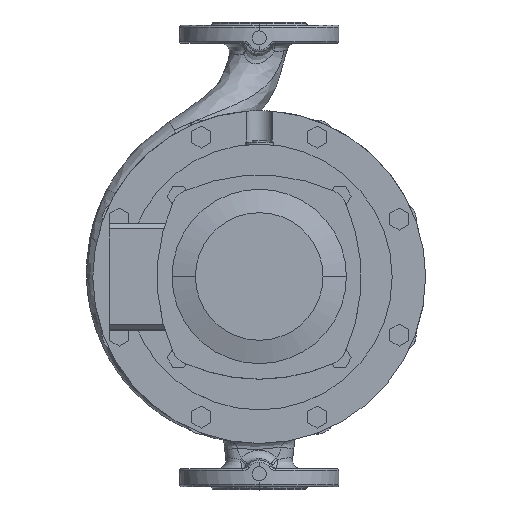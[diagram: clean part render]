
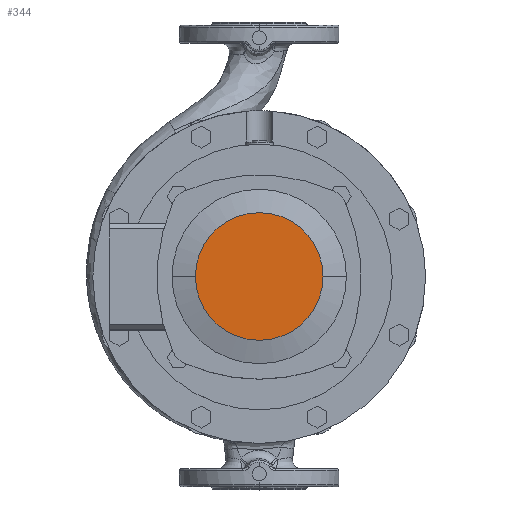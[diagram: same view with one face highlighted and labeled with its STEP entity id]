
A CAD part, top view. The second image highlights one B-rep face of the part: STEP entity #344.
In plain terms, the highlighted planar face has unit normal (0, 0, 1).
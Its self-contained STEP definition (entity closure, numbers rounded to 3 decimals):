
#344 = ADVANCED_FACE ( 'NONE', ( #19559 ), #19558, .F. ) ;
#6012 = EDGE_CURVE ( 'NONE', #24818, #24833, #25942, .T. ) ;
#11749 = CARTESIAN_POINT ( 'NONE',  ( -60., 0., 387. ) ) ;
#11764 = CARTESIAN_POINT ( 'NONE',  ( 60., 0., 387. ) ) ;
#12175 = CARTESIAN_POINT ( 'NONE',  ( 0., 0., 387. ) ) ;
#12176 = DIRECTION ( 'NONE',  ( 0., 0., 1. ) ) ;
#12177 = DIRECTION ( 'NONE',  ( 1., 0., 0. ) ) ;
#13428 = AXIS2_PLACEMENT_3D ( 'NONE', #19561, #19555, #19554 ) ;
#13992 = DIRECTION ( 'NONE',  ( 1., 0., 0. ) ) ;
#13994 = DIRECTION ( 'NONE',  ( 0., 0., 1. ) ) ;
#13995 = CARTESIAN_POINT ( 'NONE',  ( 0., 0., 387. ) ) ;
#16619 = AXIS2_PLACEMENT_3D ( 'NONE', #12175, #12176, #12177 ) ;
#16621 = CIRCLE ( 'NONE', #16619, 60. ) ;
#18269 = ORIENTED_EDGE ( 'NONE', *, *, #6012, .T. ) ;
#18270 = ORIENTED_EDGE ( 'NONE', *, *, #28463, .T. ) ;
#19554 = DIRECTION ( 'NONE',  ( -1., 0., 0. ) ) ;
#19555 = DIRECTION ( 'NONE',  ( 0., 0., -1. ) ) ;
#19558 = PLANE ( 'NONE',  #13428 ) ;
#19559 = FACE_OUTER_BOUND ( 'NONE', #22655, .T. ) ;
#19561 = CARTESIAN_POINT ( 'NONE',  ( -60., 0., 387. ) ) ;
#22655 = EDGE_LOOP ( 'NONE', ( #18269, #18270 ) ) ;
#24818 = VERTEX_POINT ( 'NONE', #11749 ) ;
#24833 = VERTEX_POINT ( 'NONE', #11764 ) ;
#25940 = AXIS2_PLACEMENT_3D ( 'NONE', #13995, #13994, #13992 ) ;
#25942 = CIRCLE ( 'NONE', #25940, 60. ) ;
#28463 = EDGE_CURVE ( 'NONE', #24833, #24818, #16621, .T. ) ;
